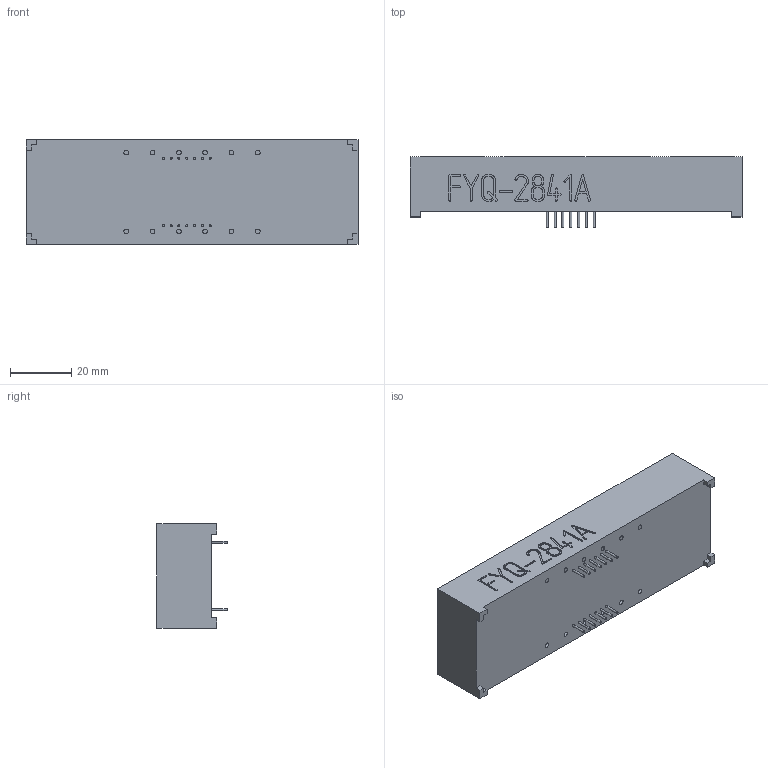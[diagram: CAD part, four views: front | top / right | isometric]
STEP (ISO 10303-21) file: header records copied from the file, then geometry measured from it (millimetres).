
FILE_DESCRIPTION(/* description */ (''),/* implementation_level */ '2;1');
FILE_NAME(/* name */ '7sg.stp',/* time_stamp */ '2020-09-19T12:32:45+07:00',/* author */ ('Trung'),/* organization */ (''),/* preprocessor_version */ 'ST-DEVELOPER v16.13',/* originating_system */ 'Autodesk Inventor 2018',/* authorisation */ '');
FILE_SCHEMA (('AUTOMOTIVE_DESIGN { 1 0 10303 214 3 1 1 }'));
Length unit declared in the file: millimetre
Products named in the file (1): Part3
Bounding box: 108.02 x 22.83 x 33.99 mm (x, y, z)
Volume: 26.9 mm3; surface area: 12995.2 mm2
Topology: 14 solids, 15 shells, 601 faces, 1584 edges, 1060 vertices
Faces by surface type: plane 399, cylinder 202
Full cylindrical faces by diameter (mm): 0.7 x14, 2.86 x6
Entity records: 19101 total; most frequent: CARTESIAN_POINT 3226, DIRECTION 3184, ORIENTED_EDGE 3116, EDGE_CURVE 1564, LINE 1148, VECTOR 1148, VERTEX_POINT 1060, AXIS2_PLACEMENT_3D 1018
